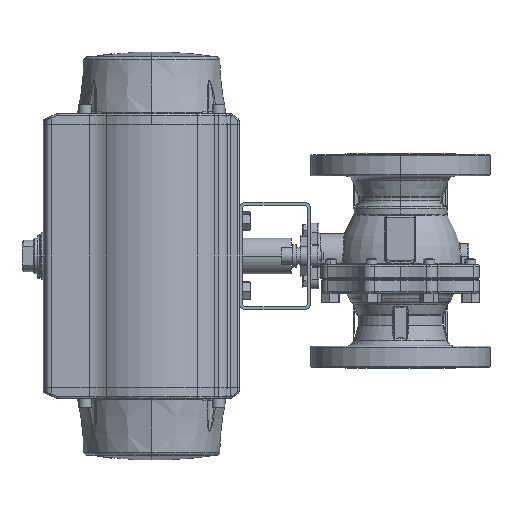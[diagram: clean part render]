
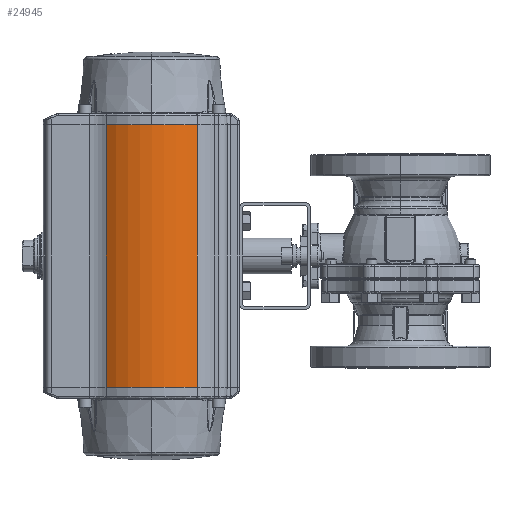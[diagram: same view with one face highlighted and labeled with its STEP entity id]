
A CAD part, left-side view. The second image highlights one B-rep face of the part: STEP entity #24945.
In plain terms, the highlighted cylindrical face has radius 108 mm (diameter 216 mm), a partial arc.
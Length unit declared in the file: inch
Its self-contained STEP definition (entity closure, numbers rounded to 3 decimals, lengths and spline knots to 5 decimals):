
#33 = ORIENTED_EDGE ( 'NONE', *, *, #51726, .T. ) ;
#2116 = LINE ( 'NONE', #46343, #38319 ) ;
#4515 = VERTEX_POINT ( 'NONE', #59057 ) ;
#5446 = DIRECTION ( 'NONE',  ( 1., 0., 0. ) ) ;
#5606 = DIRECTION ( 'NONE',  ( 0., 0., -1. ) ) ;
#6653 = VERTEX_POINT ( 'NONE', #78592 ) ;
#10234 = DIRECTION ( 'NONE',  ( 0., 0., 1. ) ) ;
#10474 = EDGE_CURVE ( 'NONE', #6653, #78396, #38097, .T. ) ;
#11135 = AXIS2_PLACEMENT_3D ( 'NONE', #59518, #18586, #66421 ) ;
#13257 = CARTESIAN_POINT ( 'NONE',  ( -3.40445, 16.42924, 7.32283 ) ) ;
#15523 = EDGE_CURVE ( 'NONE', #78396, #41605, #44809, .T. ) ;
#18586 = DIRECTION ( 'NONE',  ( 0., 0., -1. ) ) ;
#19206 = VERTEX_POINT ( 'NONE', #13257 ) ;
#20894 = AXIS2_PLACEMENT_3D ( 'NONE', #87343, #46188, #5446 ) ;
#24945 = ADVANCED_FACE ( 'NONE', ( #85892 ), #49372, .T. ) ;
#25311 = AXIS2_PLACEMENT_3D ( 'NONE', #37330, #10234, #57932 ) ;
#26011 = EDGE_CURVE ( 'NONE', #41605, #4515, #31124, .T. ) ;
#26642 = ORIENTED_EDGE ( 'NONE', *, *, #15523, .T. ) ;
#26715 = VECTOR ( 'NONE', #32388, 39.37008 ) ;
#31124 = CIRCLE ( 'NONE', #11135, 4.25197 ) ;
#32388 = DIRECTION ( 'NONE',  ( 0., 0., 1. ) ) ;
#37330 = CARTESIAN_POINT ( 'NONE',  ( 0., 13.88189, -7.32283 ) ) ;
#37627 = DIRECTION ( 'NONE',  ( 0., 0., 1. ) ) ;
#38097 = CIRCLE ( 'NONE', #78071, 4.25197 ) ;
#38319 = VECTOR ( 'NONE', #5606, 39.37008 ) ;
#39671 = ORIENTED_EDGE ( 'NONE', *, *, #26011, .T. ) ;
#41605 = VERTEX_POINT ( 'NONE', #42128 ) ;
#42128 = CARTESIAN_POINT ( 'NONE',  ( -3.40445, 11.33454, 7.32283 ) ) ;
#42409 = EDGE_LOOP ( 'NONE', ( #26642, #39671, #88410, #33, #62266 ) ) ;
#44809 = LINE ( 'NONE', #73392, #26715 ) ;
#46188 = DIRECTION ( 'NONE',  ( 0., 0., -1. ) ) ;
#46343 = CARTESIAN_POINT ( 'NONE',  ( -3.40445, 16.42924, -7.32283 ) ) ;
#49372 = CYLINDRICAL_SURFACE ( 'NONE', #25311, 4.25197 ) ;
#51726 = EDGE_CURVE ( 'NONE', #19206, #6653, #2116, .T. ) ;
#57932 = DIRECTION ( 'NONE',  ( 1., 0., 0. ) ) ;
#59057 = CARTESIAN_POINT ( 'NONE',  ( -4.25197, 13.88189, 7.32283 ) ) ;
#59518 = CARTESIAN_POINT ( 'NONE',  ( 0., 13.88189, 7.32283 ) ) ;
#62266 = ORIENTED_EDGE ( 'NONE', *, *, #10474, .T. ) ;
#66421 = DIRECTION ( 'NONE',  ( 1., 0., 0. ) ) ;
#73392 = CARTESIAN_POINT ( 'NONE',  ( -3.40445, 11.33454, -7.32283 ) ) ;
#74229 = CIRCLE ( 'NONE', #20894, 4.25197 ) ;
#77171 = EDGE_CURVE ( 'NONE', #4515, #19206, #74229, .T. ) ;
#78071 = AXIS2_PLACEMENT_3D ( 'NONE', #78668, #37627, #85590 ) ;
#78396 = VERTEX_POINT ( 'NONE', #85385 ) ;
#78592 = CARTESIAN_POINT ( 'NONE',  ( -3.40445, 16.42924, -7.32283 ) ) ;
#78668 = CARTESIAN_POINT ( 'NONE',  ( 0., 13.88189, -7.32283 ) ) ;
#85385 = CARTESIAN_POINT ( 'NONE',  ( -3.40445, 11.33454, -7.32283 ) ) ;
#85590 = DIRECTION ( 'NONE',  ( 1., 0., 0. ) ) ;
#85892 = FACE_OUTER_BOUND ( 'NONE', #42409, .T. ) ;
#87343 = CARTESIAN_POINT ( 'NONE',  ( 0., 13.88189, 7.32283 ) ) ;
#88410 = ORIENTED_EDGE ( 'NONE', *, *, #77171, .T. ) ;
